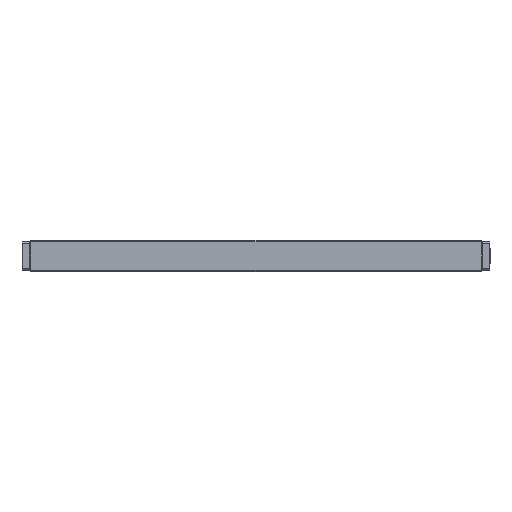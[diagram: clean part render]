
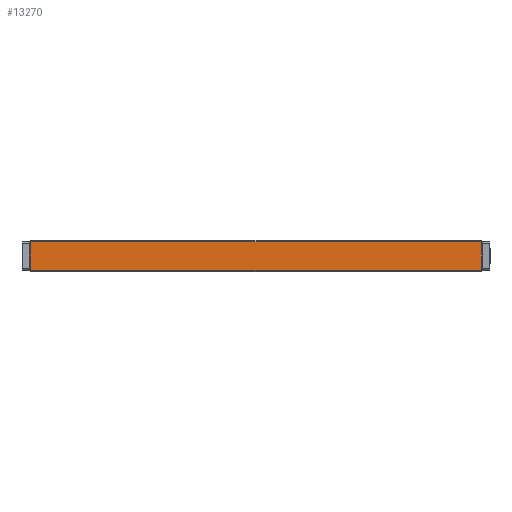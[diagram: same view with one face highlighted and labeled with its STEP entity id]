
A CAD part, front view. The second image highlights one B-rep face of the part: STEP entity #13270.
In plain terms, the highlighted planar face has unit normal (0, -1, 0).
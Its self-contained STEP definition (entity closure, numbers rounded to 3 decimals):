
#10623=FACE_OUTER_BOUND('',#23803,.T.);
#13270=ADVANCED_FACE('',(#10623),#16660,.T.);
#16660=PLANE('',#68051);
#23803=EDGE_LOOP('',(#28465,#28466,#28467,#28468));
#28465=ORIENTED_EDGE('',*,*,#50905,.T.);
#28466=ORIENTED_EDGE('',*,*,#50906,.T.);
#28467=ORIENTED_EDGE('',*,*,#50907,.T.);
#28468=ORIENTED_EDGE('',*,*,#50908,.T.);
#45169=VERTEX_POINT('',#90995);
#45170=VERTEX_POINT('',#90996);
#45171=VERTEX_POINT('',#90998);
#45172=VERTEX_POINT('',#91000);
#50905=EDGE_CURVE('',#45169,#45170,#59167,.T.);
#50906=EDGE_CURVE('',#45170,#45171,#59168,.T.);
#50907=EDGE_CURVE('',#45171,#45172,#59169,.T.);
#50908=EDGE_CURVE('',#45172,#45169,#59170,.T.);
#59167=LINE('',#90994,#63687);
#59168=LINE('',#90997,#63688);
#59169=LINE('',#90999,#63689);
#59170=LINE('',#91001,#63690);
#63687=VECTOR('',#74126,1.);
#63688=VECTOR('',#74127,1.);
#63689=VECTOR('',#74128,1.);
#63690=VECTOR('',#74129,1.);
#68051=AXIS2_PLACEMENT_3D('',#91002,#74130,#74131);
#74126=DIRECTION('',(0.,0.,1.));
#74127=DIRECTION('',(-1.,0.,0.));
#74128=DIRECTION('',(0.,0.,-1.));
#74129=DIRECTION('',(1.,0.,0.));
#74130=DIRECTION('',(0.,-1.,0.));
#74131=DIRECTION('',(0.,0.,-1.));
#90994=CARTESIAN_POINT('',(159.5,0.,11.));
#90995=CARTESIAN_POINT('',(159.5,0.,0.5));
#90996=CARTESIAN_POINT('',(159.5,0.,10.5));
#90997=CARTESIAN_POINT('',(80.,0.,10.5));
#90998=CARTESIAN_POINT('',(0.5,0.,10.5));
#90999=CARTESIAN_POINT('',(0.5,0.,11.));
#91000=CARTESIAN_POINT('',(0.5,0.,0.5));
#91001=CARTESIAN_POINT('',(80.,0.,0.5));
#91002=CARTESIAN_POINT('',(80.,0.,11.));
